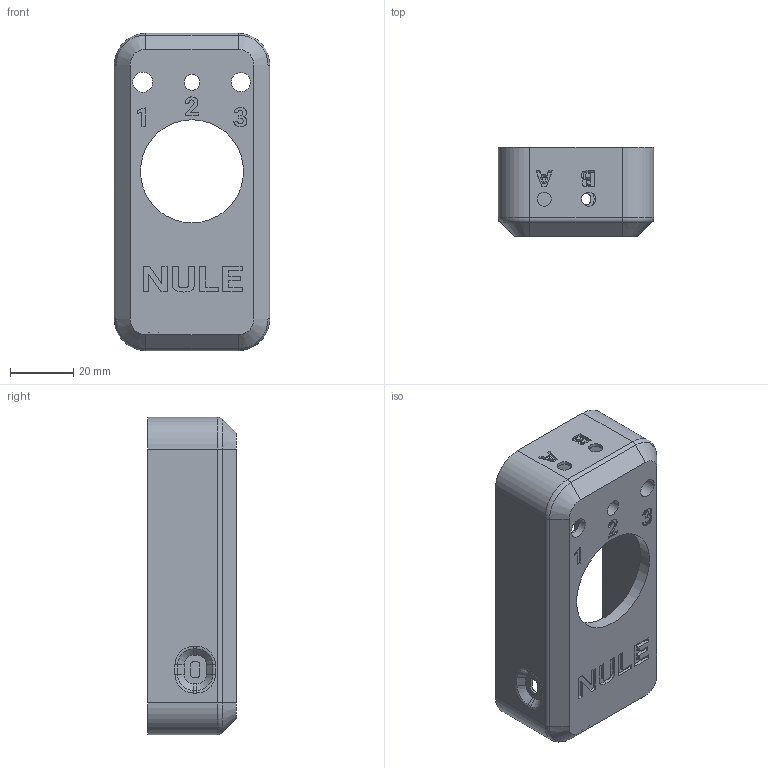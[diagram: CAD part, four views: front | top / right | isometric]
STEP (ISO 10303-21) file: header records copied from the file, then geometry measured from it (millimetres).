
FILE_DESCRIPTION(/* description */ ('STEP AP242','CAx-IF Rec.Pracs.---Representation and Presentation of Product Manufacturing Information (PMI)---4.0---2014-10-13','CAx-IF Rec.Pracs.---3D Tessellated Geometry---0.4---2014-09-14','2;1'),/* implementation_level */ '2;1');
FILE_NAME(/* name */ '678658485d69c0678e2727f4',/* time_stamp */ '2025-01-14T12:27:53Z',/* author */ (''),/* organization */ (''),/* preprocessor_version */ 'ST-DEVELOPER v20',/* originating_system */ 'ONSHAPE BY PTC INC, 1.192',/* authorisation */ ' ');
FILE_SCHEMA (('AP242_MANAGED_MODEL_BASED_3D_ENGINEERING_MIM_LF { 1 0 10303 442 1 1 4 }'));
Length unit declared in the file: metre
Products named in the file (1): pults secound gen
Bounding box: 49 x 28 x 100 mm (x, y, z)
Volume: 26552 mm3; surface area: 23679.7 mm2
Topology: 1 solids, 1 shells, 436 faces, 1139 edges, 736 vertices
Faces by surface type: plane 212, cylinder 105, bspline 70, torus 36, cone 13
Full cylindrical faces by diameter (mm): 1.5 x4, 1.7 x5, 1.8 x2, 2 x4, 4 x1, 4.5 x2, 5 x5, 6 x1, 6.3 x1, 32.5 x1
Entity records: 15261 total; most frequent: CARTESIAN_POINT 4982, ORIENTED_EDGE 2188, DIRECTION 1974, EDGE_CURVE 1094, VERTEX_POINT 723, AXIS2_PLACEMENT_3D 671, LINE 632, VECTOR 632
